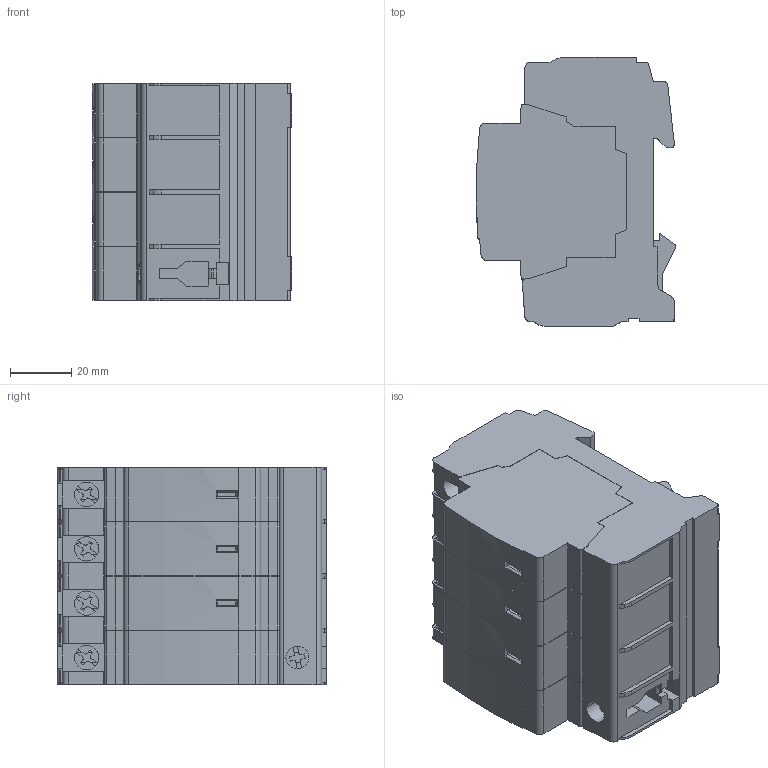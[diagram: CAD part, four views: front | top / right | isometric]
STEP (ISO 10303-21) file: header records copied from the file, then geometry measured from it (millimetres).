
FILE_DESCRIPTION((''),'2;1');
FILE_NAME('B80002105','2017-03-07T',('FRJEGUI'),(''),'CREO PARAMETRIC BY PTC INC, 2016380','CREO PARAMETRIC BY PTC INC, 2016380','');
FILE_SCHEMA(('CONFIG_CONTROL_DESIGN'));
Length unit declared in the file: millimetre
Products named in the file (1): B80002105
Bounding box: 65.27 x 88 x 71.2 mm (x, y, z)
Volume: 306591.6 mm3; surface area: 52867.5 mm2
Topology: 1 solids, 1 shells, 644 faces, 1892 edges, 1248 vertices
Faces by surface type: plane 535, cylinder 103, cone 6
Entity records: 21325 total; most frequent: CARTESIAN_POINT 3959, ORIENTED_EDGE 3784, DIRECTION 3396, EDGE_CURVE 1892, VECTOR 1636, LINE 1636, VERTEX_POINT 1248, AXIS2_PLACEMENT_3D 880
